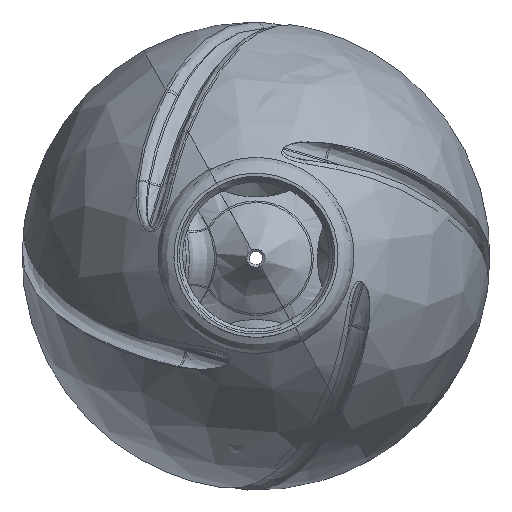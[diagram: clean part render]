
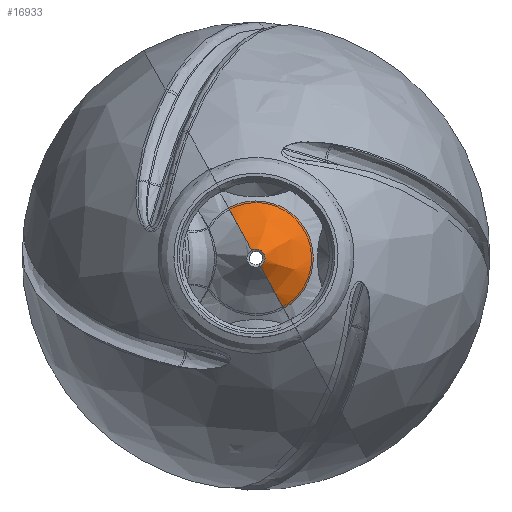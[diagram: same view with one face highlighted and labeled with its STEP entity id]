
A CAD part, top view. The second image highlights one B-rep face of the part: STEP entity #16933.
In plain terms, the highlighted free-form (B-spline) face has degree [2, 3] with [5, 4] control points.
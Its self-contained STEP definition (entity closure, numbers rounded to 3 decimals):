
#15987 = EDGE_CURVE('',#15988,#15990,#15992,.T.);
#15988 = VERTEX_POINT('',#15989);
#15989 = CARTESIAN_POINT('',(1.374,-2.516,
    -0.862));
#15990 = VERTEX_POINT('',#15991);
#15991 = CARTESIAN_POINT('',(-1.374,2.516,
    -0.862));
#15992 = ( BOUNDED_CURVE() B_SPLINE_CURVE(2,(#15993,#15994,#15995,#15996
,#15997),.UNSPECIFIED.,.F.,.F.) B_SPLINE_CURVE_WITH_KNOTS((3,2,3),(
    5.212,6.783,8.354),
.PIECEWISE_BEZIER_KNOTS.) CURVE() GEOMETRIC_REPRESENTATION_ITEM() 
RATIONAL_B_SPLINE_CURVE((1.,0.707,1.,0.707,1.)) 
REPRESENTATION_ITEM('') );
#15993 = CARTESIAN_POINT('',(1.374,-2.516,
    -0.862));
#15994 = CARTESIAN_POINT('',(3.89,-1.141,
    -0.862));
#15995 = CARTESIAN_POINT('',(2.516,1.374,
    -0.862));
#15996 = CARTESIAN_POINT('',(1.141,3.89,
    -0.862));
#15997 = CARTESIAN_POINT('',(-1.374,2.516,
    -0.862));
#16933 = ADVANCED_FACE('',(#16934),#16961,.T.);
#16934 = FACE_BOUND('',#16935,.T.);
#16935 = EDGE_LOOP('',(#16936,#16944,#16945,#16953));
#16936 = ORIENTED_EDGE('',*,*,#16937,.T.);
#16937 = EDGE_CURVE('',#16938,#15988,#16940,.T.);
#16938 = VERTEX_POINT('',#16939);
#16939 = CARTESIAN_POINT('',(0.218,-0.399,1.34));
#16940 = ( BOUNDED_CURVE() B_SPLINE_CURVE(2,(#16941,#16942,#16943),
.UNSPECIFIED.,.F.,.F.) B_SPLINE_CURVE_WITH_KNOTS((3,3),(3.796,
4.149),.PIECEWISE_BEZIER_KNOTS.) CURVE() 
GEOMETRIC_REPRESENTATION_ITEM() RATIONAL_B_SPLINE_CURVE((1.,
0.984,1.)) REPRESENTATION_ITEM('') );
#16941 = CARTESIAN_POINT('',(0.218,-0.399,
    1.34));
#16942 = CARTESIAN_POINT('',(0.702,-1.285,
    0.023));
#16943 = CARTESIAN_POINT('',(1.374,-2.516,
    -0.862));
#16944 = ORIENTED_EDGE('',*,*,#15987,.T.);
#16945 = ORIENTED_EDGE('',*,*,#16946,.F.);
#16946 = EDGE_CURVE('',#16947,#15990,#16949,.T.);
#16947 = VERTEX_POINT('',#16948);
#16948 = CARTESIAN_POINT('',(-0.218,0.399,1.34));
#16949 = ( BOUNDED_CURVE() B_SPLINE_CURVE(2,(#16950,#16951,#16952),
.UNSPECIFIED.,.F.,.F.) B_SPLINE_CURVE_WITH_KNOTS((3,3),(3.796,
4.149),.PIECEWISE_BEZIER_KNOTS.) CURVE() 
GEOMETRIC_REPRESENTATION_ITEM() RATIONAL_B_SPLINE_CURVE((1.,
0.984,1.)) REPRESENTATION_ITEM('') );
#16950 = CARTESIAN_POINT('',(-0.218,0.399,
    1.34));
#16951 = CARTESIAN_POINT('',(-0.702,1.285,
    0.023));
#16952 = CARTESIAN_POINT('',(-1.374,2.516,
    -0.862));
#16953 = ORIENTED_EDGE('',*,*,#16954,.F.);
#16954 = EDGE_CURVE('',#16938,#16947,#16955,.T.);
#16955 = ( BOUNDED_CURVE() B_SPLINE_CURVE(2,(#16956,#16957,#16958,#16959
,#16960),.UNSPECIFIED.,.F.,.F.) B_SPLINE_CURVE_WITH_KNOTS((3,2,3),(
    5.212,6.783,8.354),
.PIECEWISE_BEZIER_KNOTS.) CURVE() GEOMETRIC_REPRESENTATION_ITEM() 
RATIONAL_B_SPLINE_CURVE((1.,0.707,1.,0.707,1.)) 
REPRESENTATION_ITEM('') );
#16956 = CARTESIAN_POINT('',(0.218,-0.399,1.34));
#16957 = CARTESIAN_POINT('',(0.617,-0.181,1.34)
  );
#16958 = CARTESIAN_POINT('',(0.399,0.218,1.34));
#16959 = CARTESIAN_POINT('',(0.181,0.617,1.34)
  );
#16960 = CARTESIAN_POINT('',(-0.218,0.399,1.34));
#16961 = ( BOUNDED_SURFACE() B_SPLINE_SURFACE(2,3,(
    (#16962,#16963,#16964,#16965)
    ,(#16966,#16967,#16968,#16969)
    ,(#16970,#16971,#16972,#16973)
    ,(#16974,#16975,#16976,#16977)
    ,(#16978,#16979,#16980,#16981
)),.UNSPECIFIED.,.F.,.F.,.F.) B_SPLINE_SURFACE_WITH_KNOTS((3,2,3),(4,4),
  (0.,1.571,3.142),(-28.816,-24.723),
.PIECEWISE_BEZIER_KNOTS.) GEOMETRIC_REPRESENTATION_ITEM() 
RATIONAL_B_SPLINE_SURFACE((
    (1.,1.,1.,1.)
    ,(0.707,0.707,0.707,0.707)
    ,(1.,1.,1.,1.)
    ,(0.707,0.707,0.707,0.707)
,(1.,1.,1.,1.))) REPRESENTATION_ITEM('') SURFACE() );
#16962 = CARTESIAN_POINT('',(-0.218,0.399,1.34));
#16963 = CARTESIAN_POINT('',(-0.537,0.983,
    0.471));
#16964 = CARTESIAN_POINT('',(-0.931,1.704,
    -0.278));
#16965 = CARTESIAN_POINT('',(-1.374,2.516,
    -0.862));
#16966 = CARTESIAN_POINT('',(0.181,0.617,1.34)
  );
#16967 = CARTESIAN_POINT('',(0.446,1.521,0.471
    ));
#16968 = CARTESIAN_POINT('',(0.773,2.635,
    -0.278));
#16969 = CARTESIAN_POINT('',(1.141,3.89,
    -0.862));
#16970 = CARTESIAN_POINT('',(0.399,0.218,1.34)
  );
#16971 = CARTESIAN_POINT('',(0.983,0.537,0.471
    ));
#16972 = CARTESIAN_POINT('',(1.704,0.931,
    -0.278));
#16973 = CARTESIAN_POINT('',(2.516,1.374,
    -0.862));
#16974 = CARTESIAN_POINT('',(0.617,-0.181,1.34)
  );
#16975 = CARTESIAN_POINT('',(1.521,-0.446,
    0.471));
#16976 = CARTESIAN_POINT('',(2.635,-0.773,
    -0.278));
#16977 = CARTESIAN_POINT('',(3.89,-1.141,
    -0.862));
#16978 = CARTESIAN_POINT('',(0.218,-0.399,1.34)
  );
#16979 = CARTESIAN_POINT('',(0.537,-0.983,
    0.471));
#16980 = CARTESIAN_POINT('',(0.931,-1.704,
    -0.278));
#16981 = CARTESIAN_POINT('',(1.374,-2.516,
    -0.862));
